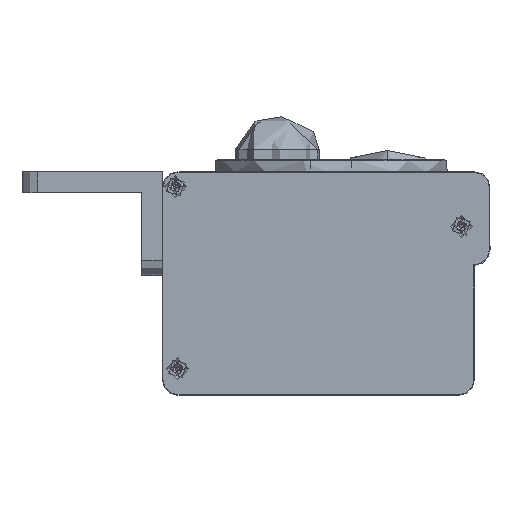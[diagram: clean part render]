
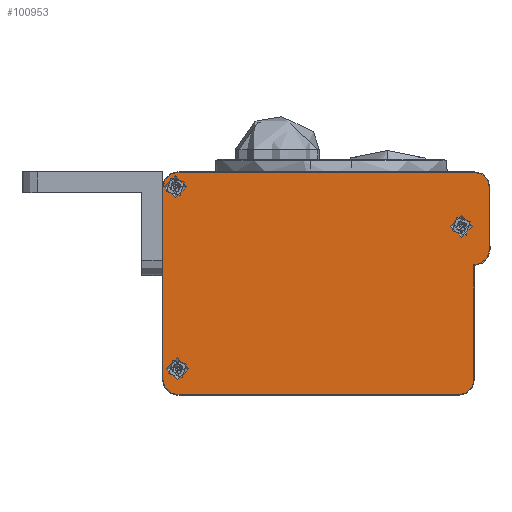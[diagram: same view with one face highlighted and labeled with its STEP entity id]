
A CAD part, front view. The second image highlights one B-rep face of the part: STEP entity #100953.
In plain terms, the highlighted planar face has unit normal (0, -1, 0).
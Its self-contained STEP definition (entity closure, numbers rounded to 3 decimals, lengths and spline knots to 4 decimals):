
#2555=FACE_BOUND('',#14622,.T.);
#2556=FACE_BOUND('',#14623,.T.);
#2557=FACE_BOUND('',#14624,.T.);
#5357=CIRCLE('',#107997,0.29);
#5362=CIRCLE('',#108004,0.29);
#5366=CIRCLE('',#108010,0.29);
#5370=CIRCLE('',#108016,0.29);
#5374=CIRCLE('',#108022,0.29);
#5379=CIRCLE('',#108034,0.21);
#5380=CIRCLE('',#108035,0.21);
#5381=CIRCLE('',#108036,0.21);
#9029=FACE_OUTER_BOUND('',#14621,.T.);
#14621=EDGE_LOOP('',(#78522,#78523,#78524,#78525,#78526,#78527,#78528,#78529,
#78530,#78531));
#14622=EDGE_LOOP('',(#78532));
#14623=EDGE_LOOP('',(#78533));
#14624=EDGE_LOOP('',(#78534));
#23126=LINE('',#170302,#33760);
#23128=LINE('',#170314,#33762);
#23130=LINE('',#170326,#33764);
#23132=LINE('',#170338,#33766);
#23135=LINE('',#170348,#33769);
#33760=VECTOR('',#125800,1.2);
#33762=VECTOR('',#125814,5.7);
#33764=VECTOR('',#125828,3.7);
#33766=VECTOR('',#125842,5.4);
#33769=VECTOR('',#125855,2.2102);
#43854=VERTEX_POINT('',#170277);
#43855=VERTEX_POINT('',#170278);
#43858=VERTEX_POINT('',#170299);
#43860=VERTEX_POINT('',#170305);
#43862=VERTEX_POINT('',#170311);
#43864=VERTEX_POINT('',#170317);
#43866=VERTEX_POINT('',#170323);
#43868=VERTEX_POINT('',#170329);
#43870=VERTEX_POINT('',#170335);
#43872=VERTEX_POINT('',#170341);
#43881=VERTEX_POINT('',#170374);
#43882=VERTEX_POINT('',#170376);
#43883=VERTEX_POINT('',#170378);
#56066=EDGE_CURVE('',#43854,#43855,#5357,.T.);
#56071=EDGE_CURVE('',#43855,#43858,#23126,.T.);
#56074=EDGE_CURVE('',#43858,#43860,#5362,.T.);
#56077=EDGE_CURVE('',#43860,#43862,#23128,.T.);
#56080=EDGE_CURVE('',#43862,#43864,#5366,.T.);
#56083=EDGE_CURVE('',#43864,#43866,#23130,.T.);
#56086=EDGE_CURVE('',#43866,#43868,#5370,.T.);
#56089=EDGE_CURVE('',#43868,#43870,#23132,.T.);
#56092=EDGE_CURVE('',#43870,#43872,#5374,.T.);
#56095=EDGE_CURVE('',#43872,#43854,#23135,.T.);
#56108=EDGE_CURVE('',#43881,#43881,#5379,.T.);
#56109=EDGE_CURVE('',#43882,#43882,#5380,.T.);
#56110=EDGE_CURVE('',#43883,#43883,#5381,.T.);
#78522=ORIENTED_EDGE('',*,*,#56066,.T.);
#78523=ORIENTED_EDGE('',*,*,#56071,.T.);
#78524=ORIENTED_EDGE('',*,*,#56074,.T.);
#78525=ORIENTED_EDGE('',*,*,#56077,.T.);
#78526=ORIENTED_EDGE('',*,*,#56080,.T.);
#78527=ORIENTED_EDGE('',*,*,#56083,.T.);
#78528=ORIENTED_EDGE('',*,*,#56086,.T.);
#78529=ORIENTED_EDGE('',*,*,#56089,.T.);
#78530=ORIENTED_EDGE('',*,*,#56092,.T.);
#78531=ORIENTED_EDGE('',*,*,#56095,.T.);
#78532=ORIENTED_EDGE('',*,*,#56108,.F.);
#78533=ORIENTED_EDGE('',*,*,#56109,.F.);
#78534=ORIENTED_EDGE('',*,*,#56110,.F.);
#92752=PLANE('',#108033);
#100953=ADVANCED_FACE('',(#9029,#2555,#2556,#2557),#92752,.F.);
#107997=AXIS2_PLACEMENT_3D('',#170279,#125790,#125791);
#108004=AXIS2_PLACEMENT_3D('',#170308,#125806,#125807);
#108010=AXIS2_PLACEMENT_3D('',#170320,#125820,#125821);
#108016=AXIS2_PLACEMENT_3D('',#170332,#125834,#125835);
#108022=AXIS2_PLACEMENT_3D('',#170344,#125848,#125849);
#108033=AXIS2_PLACEMENT_3D('',#170373,#125881,#125882);
#108034=AXIS2_PLACEMENT_3D('',#170375,#125883,#125884);
#108035=AXIS2_PLACEMENT_3D('',#170377,#125885,#125886);
#108036=AXIS2_PLACEMENT_3D('',#170379,#125887,#125888);
#125790=DIRECTION('center_axis',(0.,-1.,0.));
#125791=DIRECTION('ref_axis',(0.707,0.,-0.707));
#125800=DIRECTION('',(0.,0.,1.));
#125806=DIRECTION('center_axis',(0.,-1.,0.));
#125807=DIRECTION('ref_axis',(0.707,0.,0.707));
#125814=DIRECTION('',(-1.,0.,0.));
#125820=DIRECTION('center_axis',(0.,-1.,0.));
#125821=DIRECTION('ref_axis',(-0.707,0.,
0.707));
#125828=DIRECTION('',(0.,0.,-1.));
#125834=DIRECTION('center_axis',(0.,-1.,0.));
#125835=DIRECTION('ref_axis',(-0.707,0.,-0.707));
#125842=DIRECTION('',(1.,0.,0.));
#125848=DIRECTION('center_axis',(0.,-1.,0.));
#125849=DIRECTION('ref_axis',(0.707,0.,-0.707));
#125855=DIRECTION('',(0.,0.,1.));
#125881=DIRECTION('center_axis',(0.,1.,0.));
#125882=DIRECTION('ref_axis',(-1.,0.,0.));
#125883=DIRECTION('center_axis',(0.,-1.,0.));
#125884=DIRECTION('ref_axis',(-1.,0.,0.));
#125885=DIRECTION('center_axis',(0.,-1.,0.));
#125886=DIRECTION('ref_axis',(-1.,0.,0.));
#125887=DIRECTION('center_axis',(0.,-1.,0.));
#125888=DIRECTION('ref_axis',(-1.,0.,0.));
#170277=CARTESIAN_POINT('',(2.99,-16.25,2.3802));
#170278=CARTESIAN_POINT('',(3.29,-16.25,2.67));
#170279=CARTESIAN_POINT('Origin',(3.,-16.25,2.67));
#170299=CARTESIAN_POINT('',(3.29,-16.25,3.87));
#170302=CARTESIAN_POINT('',(3.29,-16.25,2.195));
#170305=CARTESIAN_POINT('',(3.,-16.25,4.16));
#170308=CARTESIAN_POINT('Origin',(3.,-16.25,3.87));
#170311=CARTESIAN_POINT('',(-2.7,-16.25,4.16));
#170314=CARTESIAN_POINT('',(-1.5,-16.25,4.16));
#170317=CARTESIAN_POINT('',(-2.99,-16.25,3.87));
#170320=CARTESIAN_POINT('Origin',(-2.7,-16.25,3.87));
#170323=CARTESIAN_POINT('',(-2.99,-16.25,0.17));
#170326=CARTESIAN_POINT('',(-2.99,-16.25,0.945));
#170329=CARTESIAN_POINT('',(-2.7,-16.25,-0.12));
#170332=CARTESIAN_POINT('Origin',(-2.7,-16.25,0.17));
#170335=CARTESIAN_POINT('',(2.7,-16.25,-0.12));
#170338=CARTESIAN_POINT('',(1.5,-16.25,-0.12));
#170341=CARTESIAN_POINT('',(2.99,-16.25,0.17));
#170344=CARTESIAN_POINT('Origin',(2.7,-16.25,0.17));
#170348=CARTESIAN_POINT('',(2.99,-16.25,3.095));
#170373=CARTESIAN_POINT('Origin',(0.,-16.25,2.02));
#170374=CARTESIAN_POINT('',(-2.919,-16.25,0.38));
#170375=CARTESIAN_POINT('Origin',(-2.709,-16.25,0.38));
#170376=CARTESIAN_POINT('',(2.54,-16.25,3.12));
#170377=CARTESIAN_POINT('Origin',(2.75,-16.25,3.12));
#170378=CARTESIAN_POINT('',(-2.96,-16.25,3.88));
#170379=CARTESIAN_POINT('Origin',(-2.75,-16.25,3.88));
